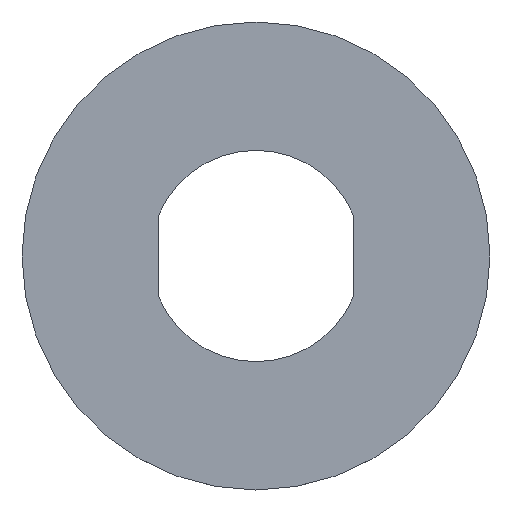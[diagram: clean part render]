
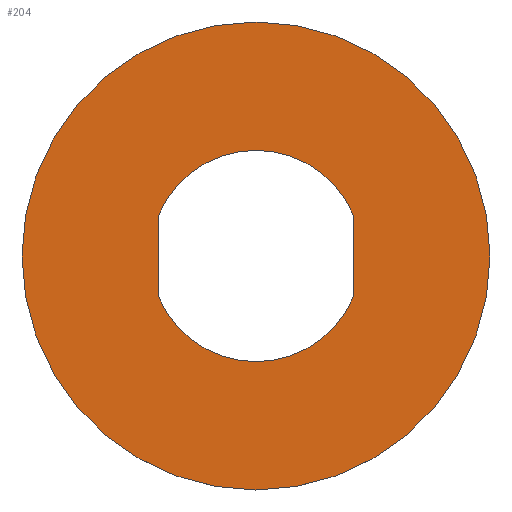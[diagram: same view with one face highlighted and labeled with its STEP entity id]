
A CAD part, top view. The second image highlights one B-rep face of the part: STEP entity #204.
In plain terms, the highlighted face is planar.
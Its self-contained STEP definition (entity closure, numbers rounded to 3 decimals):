
#59=CARTESIAN_POINT('',(0.,0.8,0.));
#60=DIRECTION('',(0.,-1.,0.));
#61=DIRECTION('',(-1.,0.,0.));
#62=AXIS2_PLACEMENT_3D('',#59,#60,#61);
#64=CARTESIAN_POINT('',(0.,0.8,0.));
#65=DIRECTION('',(0.,-1.,0.));
#66=DIRECTION('',(1.,0.,0.));
#67=AXIS2_PLACEMENT_3D('',#64,#65,#66);
#69=CARTESIAN_POINT('',(0.,0.8,0.));
#70=DIRECTION('',(0.,1.,0.));
#71=DIRECTION('',(0.923,0.,-0.386));
#72=AXIS2_PLACEMENT_3D('',#69,#70,#71);
#74=DIRECTION('',(0.,0.,1.));
#75=VECTOR('',#74,10.46);
#76=CARTESIAN_POINT('',(-12.5,0.8,-5.23));
#77=LINE('',#76,#75);
#78=CARTESIAN_POINT('',(0.,0.8,0.));
#79=DIRECTION('',(0.,1.,0.));
#80=DIRECTION('',(-0.923,0.,0.386));
#81=AXIS2_PLACEMENT_3D('',#78,#79,#80);
#83=DIRECTION('',(0.,0.,-1.));
#84=VECTOR('',#83,10.46);
#85=CARTESIAN_POINT('',(12.5,0.8,5.23));
#86=LINE('',#85,#84);
#123=CARTESIAN_POINT('',(30.,0.8,0.));
#124=VERTEX_POINT('',#123);
#125=CARTESIAN_POINT('',(-30.,0.8,0.));
#126=VERTEX_POINT('',#125);
#127=CARTESIAN_POINT('',(12.5,0.8,-5.23));
#128=CARTESIAN_POINT('',(-12.5,0.8,-5.23));
#129=VERTEX_POINT('',#127);
#130=VERTEX_POINT('',#128);
#131=CARTESIAN_POINT('',(-12.5,0.8,5.23));
#132=VERTEX_POINT('',#131);
#133=CARTESIAN_POINT('',(12.5,0.8,5.23));
#134=VERTEX_POINT('',#133);
#185=CARTESIAN_POINT('',(0.,0.8,0.));
#186=DIRECTION('',(0.,1.,0.));
#187=DIRECTION('',(1.,0.,0.));
#188=AXIS2_PLACEMENT_3D('',#185,#186,#187);
#189=PLANE('',#188);
#190=ORIENTED_EDGE('',*,*,#165,.T.);
#191=ORIENTED_EDGE('',*,*,#179,.T.);
#192=EDGE_LOOP('',(#190,#191));
#193=FACE_OUTER_BOUND('',#192,.F.);
#195=ORIENTED_EDGE('',*,*,#194,.T.);
#197=ORIENTED_EDGE('',*,*,#196,.T.);
#199=ORIENTED_EDGE('',*,*,#198,.T.);
#201=ORIENTED_EDGE('',*,*,#200,.T.);
#202=EDGE_LOOP('',(#195,#197,#199,#201));
#203=FACE_BOUND('',#202,.F.);
#63=CIRCLE('',#62,30.);
#68=CIRCLE('',#67,30.);
#73=CIRCLE('',#72,13.55);
#82=CIRCLE('',#81,13.55);
#165=EDGE_CURVE('',#126,#124,#63,.T.);
#179=EDGE_CURVE('',#124,#126,#68,.T.);
#194=EDGE_CURVE('',#129,#130,#73,.T.);
#196=EDGE_CURVE('',#130,#132,#77,.T.);
#198=EDGE_CURVE('',#132,#134,#82,.T.);
#200=EDGE_CURVE('',#134,#129,#86,.T.);
#204=ADVANCED_FACE('',(#193,#203),#189,.T.);
